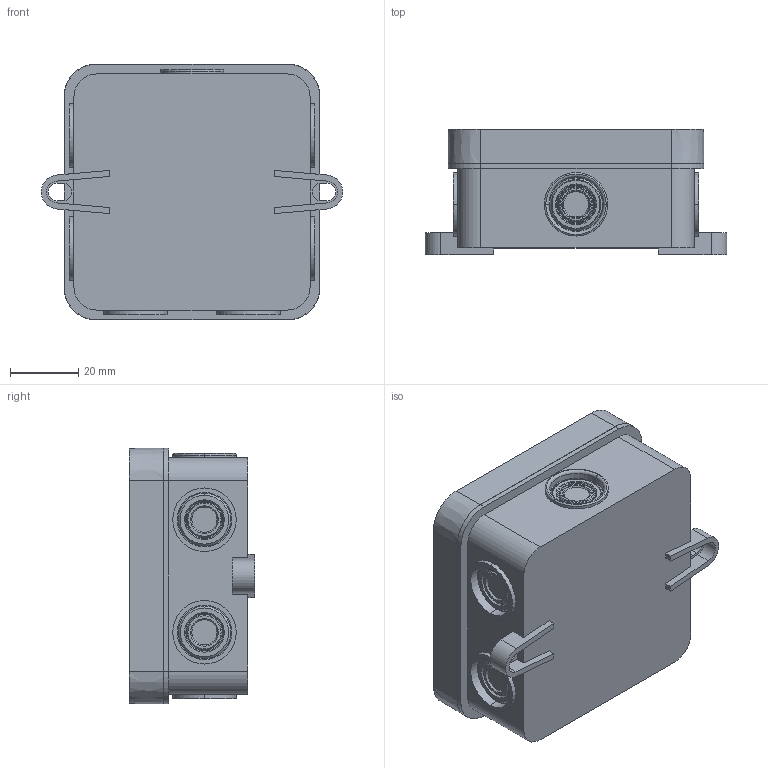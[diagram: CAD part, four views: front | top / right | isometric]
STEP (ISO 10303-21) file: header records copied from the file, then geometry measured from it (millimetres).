
FILE_DESCRIPTION (( 'STEP AP214' ), '1' );
FILE_NAME ('2000016.stp', '2018-01-31T12:06:57', ( '' ), ( '' ), 'SwSTEP 2.0', 'SolidWorks 2016', '' );
FILE_SCHEMA (( 'AUTOMOTIVE_DESIGN' ));
Length unit declared in the file: millimetre
Products named in the file (3): 112211_LGR; 0033920_Standard; 2000016
Assembly tree (2 placements, depth 2):
  2000016
    0033920_Standard
    112211_LGR
Bounding box: 88.26 x 36.7 x 75 mm (x, y, z)
Volume: 37482.8 mm3; surface area: 50106.8 mm2
Topology: 2 solids, 2 shells, 278 faces, 639 edges, 412 vertices
Faces by surface type: plane 116, cone 68, cylinder 64, torus 30
Entity records: 8061 total; most frequent: DIRECTION 1521, CARTESIAN_POINT 1334, ORIENTED_EDGE 1278, EDGE_CURVE 639, AXIS2_PLACEMENT_3D 599, VERTEX_POINT 412, EDGE_LOOP 329, LINE 323
